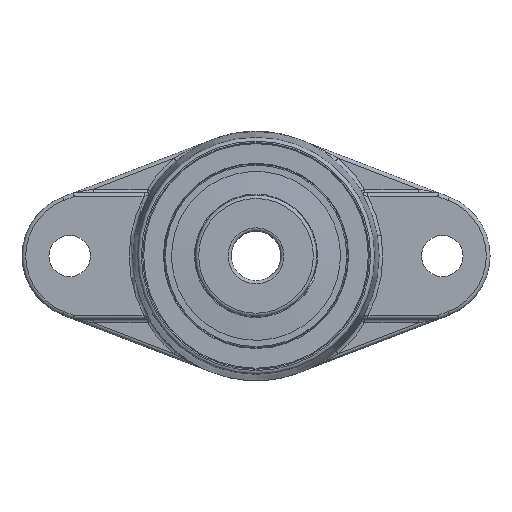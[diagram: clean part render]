
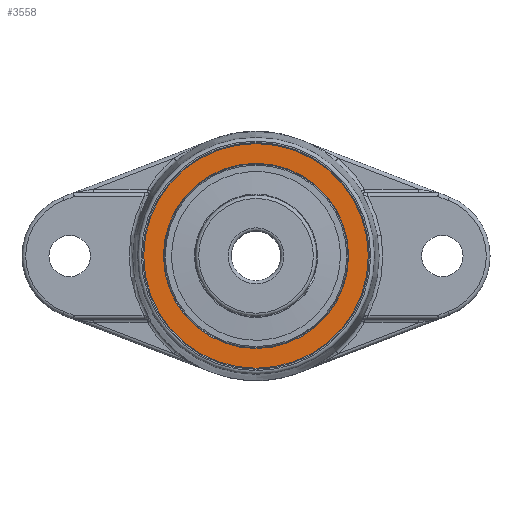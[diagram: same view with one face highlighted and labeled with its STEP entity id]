
A CAD part, top view. The second image highlights one B-rep face of the part: STEP entity #3558.
In plain terms, the highlighted planar face has unit normal (0, 0, 1).
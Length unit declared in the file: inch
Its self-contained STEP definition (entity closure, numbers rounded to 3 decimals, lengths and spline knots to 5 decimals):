
#3495=CARTESIAN_POINT('',(-0.,0.87978,0.90551));
#3496=VERTEX_POINT('',#3495);
#3520=CARTESIAN_POINT('',(0.,0.,0.90551));
#3521=DIRECTION('',(0.,0.,1.));
#3522=DIRECTION('',(0.,-1.,0.));
#3523=AXIS2_PLACEMENT_3D('',#3520,#3521,#3522);
#3524=CIRCLE('',#3523,0.87978);
#3525=EDGE_CURVE('',#3496,#3496,#3524,.T.);
#3530=CARTESIAN_POINT('',(-0.,-0.,0.90551));
#3531=DIRECTION('',(0.,0.,1.));
#3532=DIRECTION('',(1.,0.,0.));
#3533=AXIS2_PLACEMENT_3D('',#3530,#3531,#3532);
#3534=PLANE('',#3533);
#3535=CARTESIAN_POINT('',(1.06791,-0.,0.90551));
#3536=VERTEX_POINT('',#3535);
#3537=CARTESIAN_POINT('',(-1.06791,-0.,0.90551));
#3538=VERTEX_POINT('',#3537);
#3539=CARTESIAN_POINT('',(-0.,-0.,0.90551));
#3540=DIRECTION('',(0.,0.,1.));
#3541=DIRECTION('',(1.,0.,-0.));
#3542=AXIS2_PLACEMENT_3D('',#3539,#3540,#3541);
#3543=CIRCLE('',#3542,1.06791);
#3544=EDGE_CURVE('',#3536,#3538,#3543,.T.);
#3545=ORIENTED_EDGE('',*,*,#3544,.T.);
#3546=CARTESIAN_POINT('',(-0.,-0.,0.90551));
#3547=DIRECTION('',(0.,0.,1.));
#3548=DIRECTION('',(1.,0.,-0.));
#3549=AXIS2_PLACEMENT_3D('',#3546,#3547,#3548);
#3550=CIRCLE('',#3549,1.06791);
#3551=EDGE_CURVE('',#3538,#3536,#3550,.T.);
#3552=ORIENTED_EDGE('',*,*,#3551,.T.);
#3553=EDGE_LOOP('',(#3545,#3552));
#3554=FACE_BOUND('',#3553,.T.);
#3555=ORIENTED_EDGE('',*,*,#3525,.F.);
#3556=EDGE_LOOP('',(#3555));
#3557=FACE_BOUND('',#3556,.T.);
#3558=ADVANCED_FACE('',(#3554,#3557),#3534,.T.);
